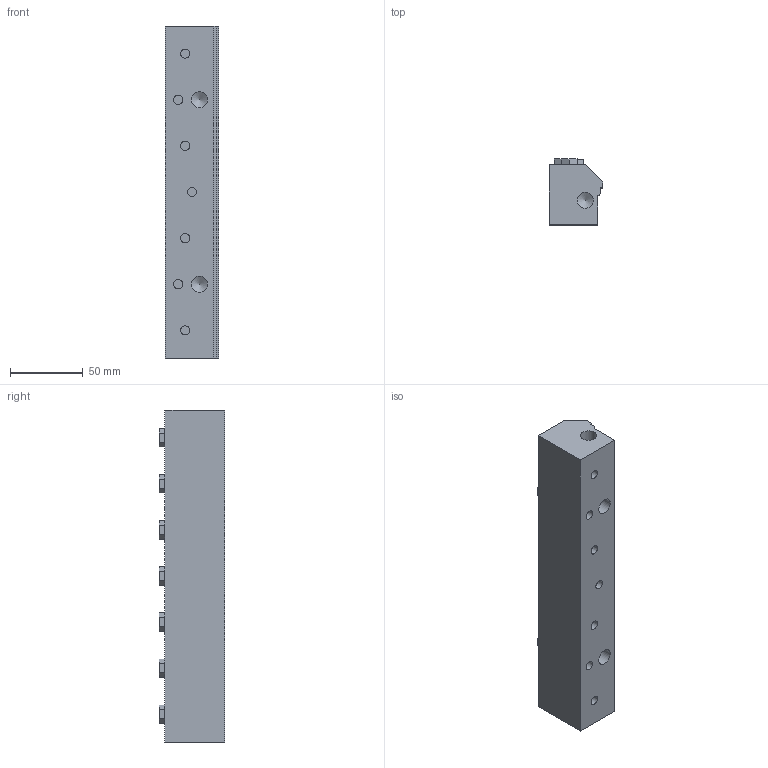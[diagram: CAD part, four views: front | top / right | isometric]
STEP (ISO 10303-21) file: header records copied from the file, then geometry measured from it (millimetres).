
FILE_DESCRIPTION((''),'2;1');
FILE_NAME('110009-PVDF.stp','2013-05-29T12:52:42',('benzil estridge'),(''),'Autodesk Inventor 2012','Autodesk Inventor 2012','');
FILE_SCHEMA(('AUTOMOTIVE_DESIGN { 1 0 10303 214 1 1 1 1 }'));
Length unit declared in the file: inch
Products named in the file (1): 110009-PVDF
Bounding box: 36.53 x 45.21 x 228.6 mm (x, y, z)
Volume: 297556.5 mm3; surface area: 46027.3 mm2
Topology: 1 solids, 1 shells, 82 faces, 201 edges, 135 vertices
Faces by surface type: plane 67, cylinder 11, cone 4
Full cylindrical faces by diameter (mm): 6.35 x7, 11.113 x4
Entity records: 2245 total; most frequent: CARTESIAN_POINT 382, DIRECTION 363, ORIENTED_EDGE 350, EDGE_CURVE 175, VECTOR 153, LINE 153, VERTEX_POINT 124, EDGE_LOOP 111
